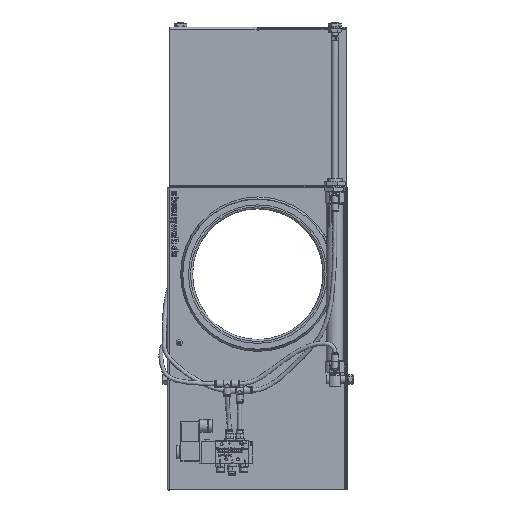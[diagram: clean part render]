
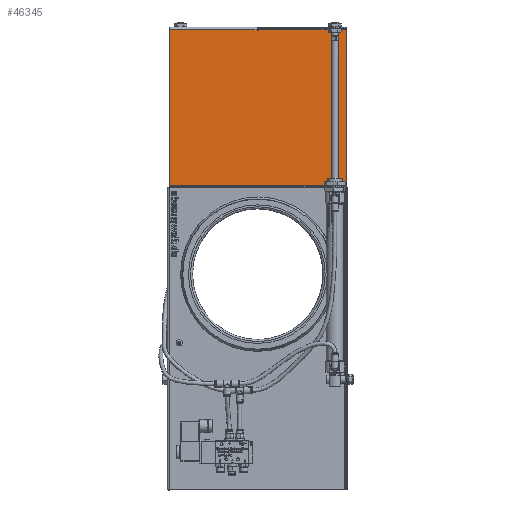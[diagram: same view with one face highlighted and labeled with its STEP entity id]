
A CAD part, top view. The second image highlights one B-rep face of the part: STEP entity #46345.
In plain terms, the highlighted face is planar.
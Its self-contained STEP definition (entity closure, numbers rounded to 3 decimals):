
#940=CIRCLE('',#49044,3.5);
#942=CIRCLE('',#49048,3.5);
#944=CIRCLE('',#49052,3.5);
#946=CIRCLE('',#49056,3.5);
#948=CIRCLE('',#49060,100.);
#3004=FACE_BOUND('',#8777,.T.);
#3005=FACE_BOUND('',#8778,.T.);
#3006=FACE_BOUND('',#8779,.T.);
#5939=FACE_OUTER_BOUND('',#8776,.T.);
#8776=EDGE_LOOP('',(#32096,#32097,#32098,#32099,#32100,#32101,#32102,#32103));
#8777=EDGE_LOOP('',(#32104,#32105,#32106,#32107));
#8778=EDGE_LOOP('',(#32108,#32109,#32110,#32111));
#8779=EDGE_LOOP('',(#32112));
#12195=LINE('',#64347,#15817);
#12199=LINE('',#64357,#15821);
#12204=LINE('',#64372,#15826);
#12207=LINE('',#64381,#15829);
#12228=LINE('',#64451,#15850);
#12241=LINE('',#64490,#15863);
#12242=LINE('',#64493,#15864);
#12245=LINE('',#64499,#15867);
#12248=LINE('',#64504,#15870);
#12250=LINE('',#64508,#15872);
#12253=LINE('',#64514,#15875);
#12256=LINE('',#64519,#15878);
#15817=VECTOR('',#52599,215.);
#15821=VECTOR('',#52611,215.);
#15826=VECTOR('',#52624,215.);
#15829=VECTOR('',#52635,215.);
#15850=VECTOR('',#52702,134.5);
#15863=VECTOR('',#52751,134.5);
#15864=VECTOR('',#52754,2.);
#15867=VECTOR('',#52759,2.);
#15870=VECTOR('',#52764,2.);
#15872=VECTOR('',#52768,488.);
#15875=VECTOR('',#52773,271.);
#15878=VECTOR('',#52778,488.);
#19475=VERTEX_POINT('',#64338);
#19476=VERTEX_POINT('',#64340);
#19478=VERTEX_POINT('',#64346);
#19480=VERTEX_POINT('',#64352);
#19483=VERTEX_POINT('',#64362);
#19484=VERTEX_POINT('',#64364);
#19486=VERTEX_POINT('',#64370);
#19488=VERTEX_POINT('',#64376);
#19490=VERTEX_POINT('',#64385);
#19513=VERTEX_POINT('',#64448);
#19514=VERTEX_POINT('',#64450);
#19521=VERTEX_POINT('',#64482);
#19522=VERTEX_POINT('',#64486);
#19523=VERTEX_POINT('',#64492);
#19525=VERTEX_POINT('',#64498);
#19527=VERTEX_POINT('',#64507);
#19529=VERTEX_POINT('',#64513);
#24363=EDGE_CURVE('',#19476,#19475,#940,.T.);
#24366=EDGE_CURVE('',#19478,#19476,#12195,.T.);
#24369=EDGE_CURVE('',#19480,#19478,#942,.T.);
#24372=EDGE_CURVE('',#19475,#19480,#12199,.T.);
#24375=EDGE_CURVE('',#19484,#19483,#944,.T.);
#24379=EDGE_CURVE('',#19483,#19486,#12204,.T.);
#24382=EDGE_CURVE('',#19486,#19488,#946,.T.);
#24384=EDGE_CURVE('',#19488,#19484,#12207,.T.);
#24386=EDGE_CURVE('',#19490,#19490,#948,.T.);
#24416=EDGE_CURVE('',#19513,#19514,#12228,.T.);
#24436=EDGE_CURVE('',#19522,#19521,#12241,.T.);
#24437=EDGE_CURVE('',#19514,#19523,#12242,.T.);
#24440=EDGE_CURVE('',#19523,#19525,#12245,.T.);
#24443=EDGE_CURVE('',#19525,#19522,#12248,.T.);
#24445=EDGE_CURVE('',#19521,#19527,#12250,.T.);
#24448=EDGE_CURVE('',#19527,#19529,#12253,.T.);
#24451=EDGE_CURVE('',#19529,#19513,#12256,.T.);
#32096=ORIENTED_EDGE('',*,*,#24416,.F.);
#32097=ORIENTED_EDGE('',*,*,#24451,.F.);
#32098=ORIENTED_EDGE('',*,*,#24448,.F.);
#32099=ORIENTED_EDGE('',*,*,#24445,.F.);
#32100=ORIENTED_EDGE('',*,*,#24436,.F.);
#32101=ORIENTED_EDGE('',*,*,#24443,.F.);
#32102=ORIENTED_EDGE('',*,*,#24440,.F.);
#32103=ORIENTED_EDGE('',*,*,#24437,.F.);
#32104=ORIENTED_EDGE('',*,*,#24363,.T.);
#32105=ORIENTED_EDGE('',*,*,#24372,.T.);
#32106=ORIENTED_EDGE('',*,*,#24369,.T.);
#32107=ORIENTED_EDGE('',*,*,#24366,.T.);
#32108=ORIENTED_EDGE('',*,*,#24375,.T.);
#32109=ORIENTED_EDGE('',*,*,#24379,.T.);
#32110=ORIENTED_EDGE('',*,*,#24382,.T.);
#32111=ORIENTED_EDGE('',*,*,#24384,.T.);
#32112=ORIENTED_EDGE('',*,*,#24386,.T.);
#44331=PLANE('',#49106);
#46345=ADVANCED_FACE('',(#5939,#3004,#3005,#3006),#44331,.T.);
#49044=AXIS2_PLACEMENT_3D('',#64341,#52593,#52594);
#49048=AXIS2_PLACEMENT_3D('',#64353,#52605,#52606);
#49052=AXIS2_PLACEMENT_3D('',#64365,#52617,#52618);
#49056=AXIS2_PLACEMENT_3D('',#64378,#52630,#52631);
#49060=AXIS2_PLACEMENT_3D('',#64386,#52640,#52641);
#49106=AXIS2_PLACEMENT_3D('',#64522,#52782,#52783);
#52593=DIRECTION('center_axis',(0.,-1.,0.));
#52594=DIRECTION('ref_axis',(0.,0.,-1.));
#52599=DIRECTION('',(-1.,0.,0.));
#52605=DIRECTION('center_axis',(0.,-1.,0.));
#52606=DIRECTION('ref_axis',(0.,0.,1.));
#52611=DIRECTION('',(1.,0.,0.));
#52617=DIRECTION('center_axis',(0.,-1.,0.));
#52618=DIRECTION('ref_axis',(0.,0.,1.));
#52624=DIRECTION('',(1.,0.,0.));
#52630=DIRECTION('center_axis',(0.,-1.,0.));
#52631=DIRECTION('ref_axis',(0.,0.,-1.));
#52635=DIRECTION('',(-1.,0.,0.));
#52640=DIRECTION('center_axis',(0.,-1.,0.));
#52641=DIRECTION('ref_axis',(1.,0.,0.));
#52702=DIRECTION('',(0.,0.,-1.));
#52751=DIRECTION('',(0.,0.,-1.));
#52754=DIRECTION('',(1.,0.,0.));
#52759=DIRECTION('',(0.,0.,-1.));
#52764=DIRECTION('',(-1.,0.,0.));
#52768=DIRECTION('',(1.,0.,0.));
#52773=DIRECTION('',(0.,0.,1.));
#52778=DIRECTION('',(-1.,0.,0.));
#52782=DIRECTION('center_axis',(0.,1.,0.));
#52783=DIRECTION('ref_axis',(0.,0.,1.));
#64338=CARTESIAN_POINT('',(88.816,2.,-123.5));
#64340=CARTESIAN_POINT('',(88.816,2.,-116.5));
#64341=CARTESIAN_POINT('Origin',(88.816,2.,-120.));
#64346=CARTESIAN_POINT('',(303.816,2.,-116.5));
#64347=CARTESIAN_POINT('',(185.998,2.,-116.5));
#64352=CARTESIAN_POINT('',(303.816,2.,-123.5));
#64353=CARTESIAN_POINT('Origin',(303.816,2.,-120.));
#64357=CARTESIAN_POINT('',(78.498,2.,-123.5));
#64362=CARTESIAN_POINT('',(88.816,2.,116.5));
#64364=CARTESIAN_POINT('',(88.816,2.,123.5));
#64365=CARTESIAN_POINT('Origin',(88.816,2.,120.));
#64370=CARTESIAN_POINT('',(303.816,2.,116.5));
#64372=CARTESIAN_POINT('',(185.998,2.,116.5));
#64376=CARTESIAN_POINT('',(303.816,2.,123.5));
#64378=CARTESIAN_POINT('Origin',(303.816,2.,120.));
#64381=CARTESIAN_POINT('',(78.498,2.,123.5));
#64385=CARTESIAN_POINT('',(298.816,2.,-0.5));
#64386=CARTESIAN_POINT('Origin',(198.816,2.,-0.5));
#64448=CARTESIAN_POINT('',(-175.184,2.,135.5));
#64450=CARTESIAN_POINT('',(-175.184,2.,1.));
#64451=CARTESIAN_POINT('',(-175.184,2.,1.));
#64482=CARTESIAN_POINT('',(-175.184,2.,-135.5));
#64486=CARTESIAN_POINT('',(-175.184,2.,-1.));
#64490=CARTESIAN_POINT('',(-175.184,2.,-135.5));
#64492=CARTESIAN_POINT('',(-173.184,2.,1.));
#64493=CARTESIAN_POINT('',(-173.184,2.,1.));
#64498=CARTESIAN_POINT('',(-173.184,2.,-1.));
#64499=CARTESIAN_POINT('',(-173.184,2.,-1.));
#64504=CARTESIAN_POINT('',(-175.184,2.,-1.));
#64507=CARTESIAN_POINT('',(312.816,2.,-135.5));
#64508=CARTESIAN_POINT('',(312.816,2.,-135.5));
#64513=CARTESIAN_POINT('',(312.816,2.,135.5));
#64514=CARTESIAN_POINT('',(312.816,2.,135.5));
#64519=CARTESIAN_POINT('',(-175.184,2.,135.5));
#64522=CARTESIAN_POINT('Origin',(68.18,2.,0.));
